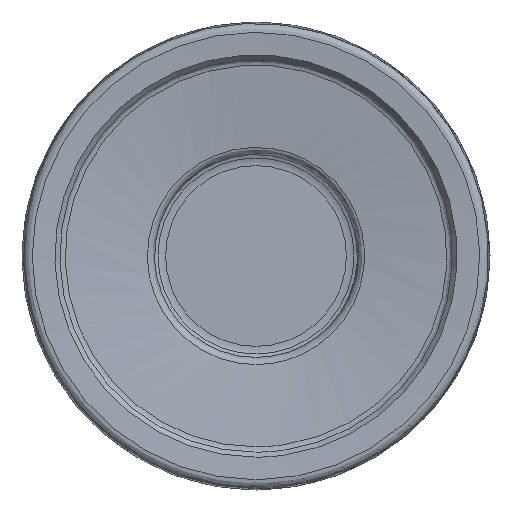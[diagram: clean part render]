
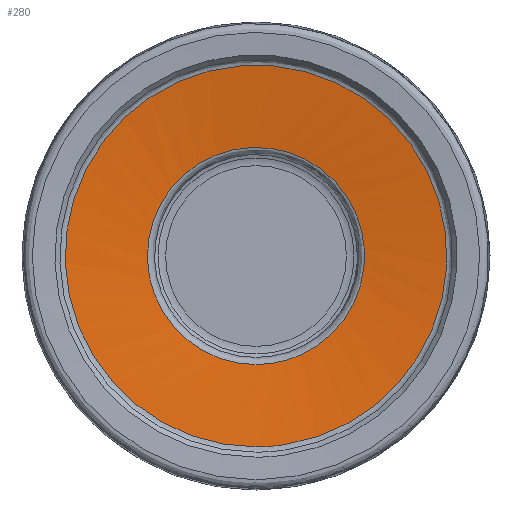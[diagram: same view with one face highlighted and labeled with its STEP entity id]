
A CAD part, left-side view. The second image highlights one B-rep face of the part: STEP entity #280.
In plain terms, the highlighted face is a revolution surface.
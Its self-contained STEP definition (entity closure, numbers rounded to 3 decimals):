
#43=SURFACE_OF_REVOLUTION('',#64,#57);
#57=AXIS1_PLACEMENT('',#736,#620);
#64=LINE('',#735,#70);
#70=VECTOR('',#619,4.139);
#249=FACE_BOUND('',#335,.T.);
#250=FACE_BOUND('',#336,.T.);
#280=ADVANCED_FACE('',(#249,#250),#43,.T.);
#335=EDGE_LOOP('',(#389));
#336=EDGE_LOOP('',(#390));
#389=ORIENTED_EDGE('',*,*,#447,.F.);
#390=ORIENTED_EDGE('',*,*,#446,.T.);
#419=VERTEX_POINT('',#727);
#420=VERTEX_POINT('',#734);
#446=EDGE_CURVE('',#419,#419,#473,.T.);
#447=EDGE_CURVE('',#420,#420,#474,.T.);
#473=CIRCLE('',#516,4.901);
#474=CIRCLE('',#517,8.613);
#516=AXIS2_PLACEMENT_3D('',#726,#614,#615);
#517=AXIS2_PLACEMENT_3D('',#733,#617,#618);
#614=DIRECTION('',(1.,0.,0.));
#615=DIRECTION('',(0.,0.,-1.));
#617=DIRECTION('',(1.,0.,0.));
#618=DIRECTION('',(0.,0.,-1.));
#619=DIRECTION('',(-0.113,-0.958,-0.264));
#620=DIRECTION('',(1.,0.,0.));
#726=CARTESIAN_POINT('',(0.978,0.,0.));
#727=CARTESIAN_POINT('',(0.978,0.,-4.901));
#733=CARTESIAN_POINT('',(0.509,0.,0.));
#734=CARTESIAN_POINT('',(0.509,0.,-8.613));
#735=CARTESIAN_POINT('',(0.978,-4.635,1.592));
#736=CARTESIAN_POINT('',(0.,0.,0.));
